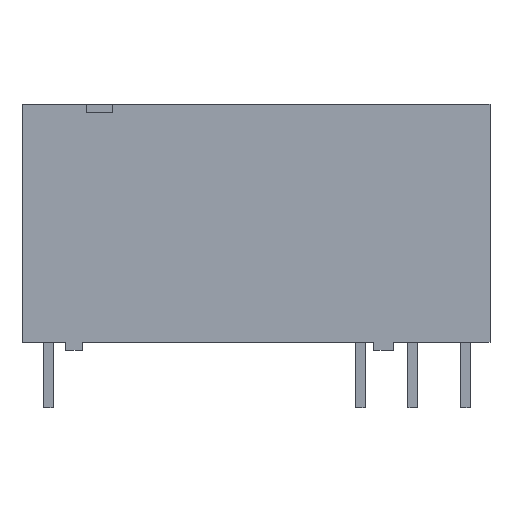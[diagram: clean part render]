
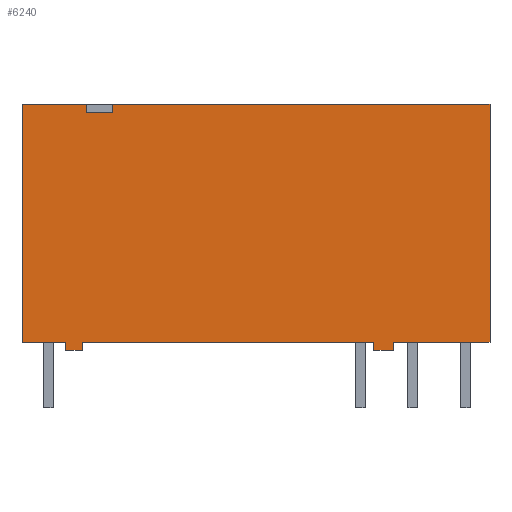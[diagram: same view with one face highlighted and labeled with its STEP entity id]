
A CAD part, front view. The second image highlights one B-rep face of the part: STEP entity #6240.
In plain terms, the highlighted planar face has unit normal (0, -1, 0).
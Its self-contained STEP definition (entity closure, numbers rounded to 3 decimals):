
#50 = EDGE_LOOP ( 'NONE', ( #8959, #6118, #10826, #9601, #828, #10302, #464, #6128, #7394, #14080, #11537, #1330, #10883, #9920, #10085, #14275 ) ) ;
#68 = CARTESIAN_POINT ( 'NONE',  ( -14.25, -5., 14. ) ) ;
#264 = VERTEX_POINT ( 'NONE', #7306 ) ;
#346 = VERTEX_POINT ( 'NONE', #14808 ) ;
#373 = VECTOR ( 'NONE', #10382, 1000. ) ;
#384 = VECTOR ( 'NONE', #9036, 1000. ) ;
#464 = ORIENTED_EDGE ( 'NONE', *, *, #518, .F. ) ;
#518 = EDGE_CURVE ( 'NONE', #8528, #8833, #11579, .T. ) ;
#614 = DIRECTION ( 'NONE',  ( 1., 0., 0. ) ) ;
#828 = ORIENTED_EDGE ( 'NONE', *, *, #3792, .T. ) ;
#901 = DIRECTION ( 'NONE',  ( 0., 0., -1. ) ) ;
#1026 = DIRECTION ( 'NONE',  ( 0., 1., 0. ) ) ;
#1096 = CARTESIAN_POINT ( 'NONE',  ( 7.178, -5., 0. ) ) ;
#1155 = VERTEX_POINT ( 'NONE', #1096 ) ;
#1205 = VECTOR ( 'NONE', #10081, 1000. ) ;
#1330 = ORIENTED_EDGE ( 'NONE', *, *, #5723, .T. ) ;
#1334 = DIRECTION ( 'NONE',  ( 0., 0., 1. ) ) ;
#1773 = LINE ( 'NONE', #11486, #373 ) ;
#2019 = EDGE_CURVE ( 'NONE', #264, #2335, #4149, .T. ) ;
#2023 = DIRECTION ( 'NONE',  ( -1., 0., 0. ) ) ;
#2099 = CARTESIAN_POINT ( 'NONE',  ( -11.585, -5., -0.5 ) ) ;
#2104 = CARTESIAN_POINT ( 'NONE',  ( -8.712, -5., 14. ) ) ;
#2253 = EDGE_CURVE ( 'NONE', #8528, #12552, #2784, .T. ) ;
#2335 = VERTEX_POINT ( 'NONE', #15567 ) ;
#2493 = VECTOR ( 'NONE', #4486, 1000. ) ;
#2571 = EDGE_CURVE ( 'NONE', #14819, #5450, #10505, .T. ) ;
#2746 = CARTESIAN_POINT ( 'NONE',  ( -10.582, -5., -0.5 ) ) ;
#2784 = LINE ( 'NONE', #12508, #9983 ) ;
#2799 = CARTESIAN_POINT ( 'NONE',  ( -11.585, -5., -0.5 ) ) ;
#2814 = CARTESIAN_POINT ( 'NONE',  ( -11.585, -5., 0. ) ) ;
#2901 = VECTOR ( 'NONE', #1334, 1000. ) ;
#2945 = CARTESIAN_POINT ( 'NONE',  ( -10.318, -5., 14.5 ) ) ;
#2998 = LINE ( 'NONE', #14866, #384 ) ;
#3021 = CARTESIAN_POINT ( 'NONE',  ( -14.25, -5., 14.5 ) ) ;
#3085 = EDGE_CURVE ( 'NONE', #14819, #5517, #3741, .T. ) ;
#3330 = CARTESIAN_POINT ( 'NONE',  ( -14.25, -5., 14.5 ) ) ;
#3367 = CARTESIAN_POINT ( 'NONE',  ( -14.25, -5., 14.5 ) ) ;
#3583 = EDGE_CURVE ( 'NONE', #2335, #9441, #14435, .T. ) ;
#3699 = CARTESIAN_POINT ( 'NONE',  ( -11.585, -5., -0.5 ) ) ;
#3741 = LINE ( 'NONE', #68, #12116 ) ;
#3764 = DIRECTION ( 'NONE',  ( 0., 0., -1. ) ) ;
#3792 = EDGE_CURVE ( 'NONE', #12304, #11425, #2998, .T. ) ;
#3980 = CARTESIAN_POINT ( 'NONE',  ( 7.178, -5., -0.5 ) ) ;
#4001 = DIRECTION ( 'NONE',  ( 1., 0., 0. ) ) ;
#4149 = LINE ( 'NONE', #10154, #9224 ) ;
#4324 = DIRECTION ( 'NONE',  ( 0., 0., 1. ) ) ;
#4486 = DIRECTION ( 'NONE',  ( 0., 0., -1. ) ) ;
#4618 = VERTEX_POINT ( 'NONE', #3367 ) ;
#4642 = CARTESIAN_POINT ( 'NONE',  ( -10.318, -5., 14.5 ) ) ;
#4762 = DIRECTION ( 'NONE',  ( 1., 0., 0. ) ) ;
#5410 = VERTEX_POINT ( 'NONE', #6825 ) ;
#5450 = VERTEX_POINT ( 'NONE', #2945 ) ;
#5499 = CARTESIAN_POINT ( 'NONE',  ( -8.712, -5., 14.5 ) ) ;
#5509 = VERTEX_POINT ( 'NONE', #5953 ) ;
#5517 = VERTEX_POINT ( 'NONE', #2104 ) ;
#5639 = VECTOR ( 'NONE', #8229, 1000. ) ;
#5657 = LINE ( 'NONE', #5499, #2493 ) ;
#5723 = EDGE_CURVE ( 'NONE', #5410, #346, #6737, .T. ) ;
#5914 = VECTOR ( 'NONE', #11325, 1000. ) ;
#5953 = CARTESIAN_POINT ( 'NONE',  ( 7.178, -5., -0.5 ) ) ;
#6118 = ORIENTED_EDGE ( 'NONE', *, *, #2571, .T. ) ;
#6119 = CARTESIAN_POINT ( 'NONE',  ( 14.25, -5., 14.5 ) ) ;
#6128 = ORIENTED_EDGE ( 'NONE', *, *, #2253, .T. ) ;
#6236 = VECTOR ( 'NONE', #614, 1000. ) ;
#6240 = ADVANCED_FACE ( 'NONE', ( #6302 ), #11130, .F. ) ;
#6302 = FACE_OUTER_BOUND ( 'NONE', #50, .T. ) ;
#6569 = AXIS2_PLACEMENT_3D ( 'NONE', #7005, #1026, #4324 ) ;
#6709 = VECTOR ( 'NONE', #14223, 1000. ) ;
#6737 = LINE ( 'NONE', #11564, #5914 ) ;
#6825 = CARTESIAN_POINT ( 'NONE',  ( 8.356, -5., -0.5 ) ) ;
#7005 = CARTESIAN_POINT ( 'NONE',  ( -14.25, -5., 14.5 ) ) ;
#7146 = EDGE_CURVE ( 'NONE', #264, #5517, #5657, .T. ) ;
#7306 = CARTESIAN_POINT ( 'NONE',  ( -8.712, -5., 14.5 ) ) ;
#7394 = ORIENTED_EDGE ( 'NONE', *, *, #12171, .T. ) ;
#7694 = LINE ( 'NONE', #7781, #1205 ) ;
#7781 = CARTESIAN_POINT ( 'NONE',  ( 7.178, -5., -0.5 ) ) ;
#7918 = LINE ( 'NONE', #3980, #13307 ) ;
#8099 = EDGE_CURVE ( 'NONE', #4618, #5450, #13875, .T. ) ;
#8229 = DIRECTION ( 'NONE',  ( 1., 0., 0. ) ) ;
#8433 = EDGE_CURVE ( 'NONE', #4618, #12304, #11719, .T. ) ;
#8481 = CARTESIAN_POINT ( 'NONE',  ( -14.25, -5., 0. ) ) ;
#8528 = VERTEX_POINT ( 'NONE', #2746 ) ;
#8833 = VERTEX_POINT ( 'NONE', #2799 ) ;
#8921 = VECTOR ( 'NONE', #3764, 1000. ) ;
#8959 = ORIENTED_EDGE ( 'NONE', *, *, #3085, .F. ) ;
#9036 = DIRECTION ( 'NONE',  ( 1., 0., 0. ) ) ;
#9218 = VECTOR ( 'NONE', #2023, 1000. ) ;
#9224 = VECTOR ( 'NONE', #4001, 1000. ) ;
#9263 = CARTESIAN_POINT ( 'NONE',  ( -10.582, -5., 0. ) ) ;
#9441 = VERTEX_POINT ( 'NONE', #12485 ) ;
#9601 = ORIENTED_EDGE ( 'NONE', *, *, #8433, .T. ) ;
#9790 = CARTESIAN_POINT ( 'NONE',  ( -10.318, -5., 14. ) ) ;
#9896 = EDGE_CURVE ( 'NONE', #8833, #11425, #14523, .T. ) ;
#9920 = ORIENTED_EDGE ( 'NONE', *, *, #3583, .F. ) ;
#9983 = VECTOR ( 'NONE', #12281, 1000. ) ;
#10081 = DIRECTION ( 'NONE',  ( 0., 0., 1. ) ) ;
#10085 = ORIENTED_EDGE ( 'NONE', *, *, #2019, .F. ) ;
#10154 = CARTESIAN_POINT ( 'NONE',  ( -14.25, -5., 14.5 ) ) ;
#10291 = VECTOR ( 'NONE', #901, 1000. ) ;
#10302 = ORIENTED_EDGE ( 'NONE', *, *, #9896, .F. ) ;
#10382 = DIRECTION ( 'NONE',  ( 1., 0., 0. ) ) ;
#10505 = LINE ( 'NONE', #4642, #6709 ) ;
#10826 = ORIENTED_EDGE ( 'NONE', *, *, #8099, .F. ) ;
#10883 = ORIENTED_EDGE ( 'NONE', *, *, #15123, .T. ) ;
#11031 = EDGE_CURVE ( 'NONE', #5509, #1155, #7694, .T. ) ;
#11130 = PLANE ( 'NONE',  #6569 ) ;
#11233 = EDGE_CURVE ( 'NONE', #5410, #5509, #7918, .T. ) ;
#11244 = DIRECTION ( 'NONE',  ( -1., 0., 0. ) ) ;
#11325 = DIRECTION ( 'NONE',  ( 0., 0., 1. ) ) ;
#11425 = VERTEX_POINT ( 'NONE', #2814 ) ;
#11486 = CARTESIAN_POINT ( 'NONE',  ( -14.25, -5., 0. ) ) ;
#11537 = ORIENTED_EDGE ( 'NONE', *, *, #11233, .F. ) ;
#11564 = CARTESIAN_POINT ( 'NONE',  ( 8.356, -5., -0.5 ) ) ;
#11579 = LINE ( 'NONE', #2099, #9218 ) ;
#11719 = LINE ( 'NONE', #3330, #10291 ) ;
#12116 = VECTOR ( 'NONE', #4762, 1000. ) ;
#12171 = EDGE_CURVE ( 'NONE', #12552, #1155, #1773, .T. ) ;
#12281 = DIRECTION ( 'NONE',  ( 0., 0., 1. ) ) ;
#12304 = VERTEX_POINT ( 'NONE', #8481 ) ;
#12485 = CARTESIAN_POINT ( 'NONE',  ( 14.25, -5., 0. ) ) ;
#12508 = CARTESIAN_POINT ( 'NONE',  ( -10.582, -5., -0.5 ) ) ;
#12552 = VERTEX_POINT ( 'NONE', #9263 ) ;
#13307 = VECTOR ( 'NONE', #11244, 1000. ) ;
#13875 = LINE ( 'NONE', #3021, #6236 ) ;
#14080 = ORIENTED_EDGE ( 'NONE', *, *, #11031, .F. ) ;
#14223 = DIRECTION ( 'NONE',  ( 0., 0., 1. ) ) ;
#14275 = ORIENTED_EDGE ( 'NONE', *, *, #7146, .T. ) ;
#14435 = LINE ( 'NONE', #6119, #8921 ) ;
#14523 = LINE ( 'NONE', #3699, #2901 ) ;
#14808 = CARTESIAN_POINT ( 'NONE',  ( 8.356, -5., 0. ) ) ;
#14819 = VERTEX_POINT ( 'NONE', #9790 ) ;
#14866 = CARTESIAN_POINT ( 'NONE',  ( -14.25, -5., 0. ) ) ;
#15123 = EDGE_CURVE ( 'NONE', #346, #9441, #15413, .T. ) ;
#15332 = CARTESIAN_POINT ( 'NONE',  ( -14.25, -5., 0. ) ) ;
#15413 = LINE ( 'NONE', #15332, #5639 ) ;
#15567 = CARTESIAN_POINT ( 'NONE',  ( 14.25, -5., 14.5 ) ) ;
